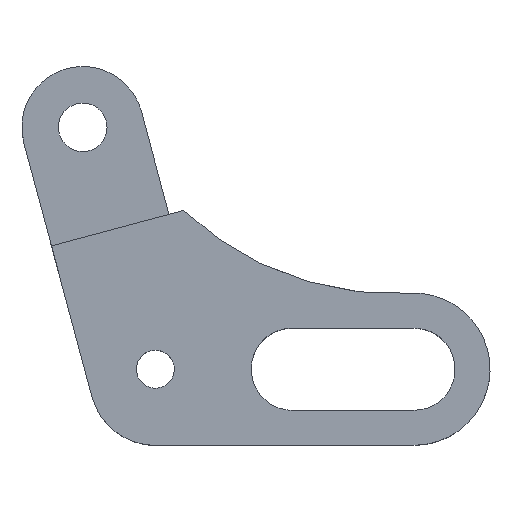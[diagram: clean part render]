
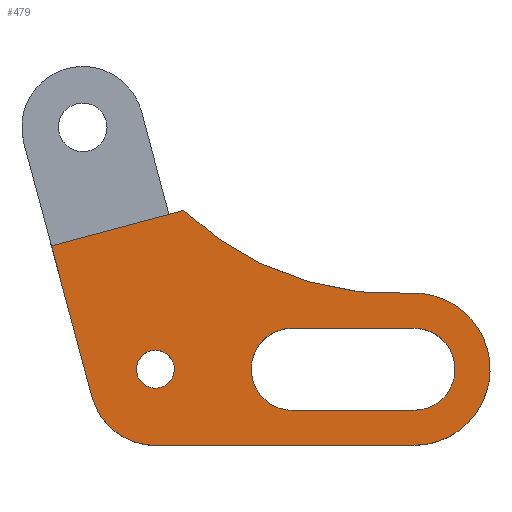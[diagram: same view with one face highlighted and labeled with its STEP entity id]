
A CAD part, top view. The second image highlights one B-rep face of the part: STEP entity #479.
In plain terms, the highlighted free-form (B-spline) face has degree [1, 1] with [2, 2] control points.
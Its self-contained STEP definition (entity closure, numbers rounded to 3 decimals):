
#70 = VERTEX_POINT('',#71);
#71 = CARTESIAN_POINT('',(-7.773,0.,24.874));
#89 = VERTEX_POINT('',#90);
#90 = CARTESIAN_POINT('',(7.773,0.,
    24.874));
#95 = EDGE_CURVE('',#70,#89,#96,.T.);
#96 = ( BOUNDED_CURVE() B_SPLINE_CURVE(2,(#97,#98,#99,#100,#101),
.UNSPECIFIED.,.F.,.F.) B_SPLINE_CURVE_WITH_KNOTS((3,2,3),(3.142,
4.712,6.283),.PIECEWISE_BEZIER_KNOTS.) CURVE() 
GEOMETRIC_REPRESENTATION_ITEM() RATIONAL_B_SPLINE_CURVE((1.,
0.707,1.,0.707,1.)) REPRESENTATION_ITEM('') );
#97 = CARTESIAN_POINT('',(-7.773,0.,
    24.874));
#98 = CARTESIAN_POINT('',(-7.773,-7.773,
    24.874));
#99 = CARTESIAN_POINT('',(0.,-7.773,
    24.874));
#100 = CARTESIAN_POINT('',(7.773,-7.773,
    24.874));
#101 = CARTESIAN_POINT('',(7.773,0.,
    24.874));
#118 = VERTEX_POINT('',#119);
#119 = CARTESIAN_POINT('',(55.966,16.79,
    24.874));
#135 = VERTEX_POINT('',#136);
#136 = CARTESIAN_POINT('',(39.176,0.,24.874));
#141 = EDGE_CURVE('',#118,#135,#142,.T.);
#142 = ( BOUNDED_CURVE() B_SPLINE_CURVE(2,(#143,#144,#145),
.UNSPECIFIED.,.F.,.F.) B_SPLINE_CURVE_WITH_KNOTS((3,3),(1.571,
3.142),.PIECEWISE_BEZIER_KNOTS.) CURVE() 
GEOMETRIC_REPRESENTATION_ITEM() RATIONAL_B_SPLINE_CURVE((1.,
0.707,1.)) REPRESENTATION_ITEM('') );
#143 = CARTESIAN_POINT('',(55.966,16.79,
    24.874));
#144 = CARTESIAN_POINT('',(39.176,16.79,
    24.874));
#145 = CARTESIAN_POINT('',(39.176,0.,
    24.874));
#221 = VERTEX_POINT('',#222);
#222 = CARTESIAN_POINT('',(105.713,-31.092,
    24.874));
#227 = EDGE_CURVE('',#228,#221,#230,.T.);
#228 = VERTEX_POINT('',#229);
#229 = CARTESIAN_POINT('',(0.,-31.092,
    24.874));
#230 = B_SPLINE_CURVE_WITH_KNOTS('',1,(#231,#232),.UNSPECIFIED.,.F.,.F.,
  (2,2),(0.,85.),.PIECEWISE_BEZIER_KNOTS.);
#231 = CARTESIAN_POINT('',(0.,-31.092,
    24.874));
#232 = CARTESIAN_POINT('',(105.713,-31.092,
    24.874));
#319 = VERTEX_POINT('',#320);
#320 = CARTESIAN_POINT('',(103.986,31.044,
    24.874));
#325 = EDGE_CURVE('',#319,#326,#328,.T.);
#326 = VERTEX_POINT('',#327);
#327 = CARTESIAN_POINT('',(11.579,64.905,
    24.874));
#328 = ( BOUNDED_CURVE() B_SPLINE_CURVE(2,(#329,#330,#331),
.UNSPECIFIED.,.F.,.F.) B_SPLINE_CURVE_WITH_KNOTS((3,3),(4.657,
5.47),.PIECEWISE_BEZIER_KNOTS.) CURVE() 
GEOMETRIC_REPRESENTATION_ITEM() RATIONAL_B_SPLINE_CURVE((1.,
0.918,1.)) REPRESENTATION_ITEM('') );
#329 = CARTESIAN_POINT('',(103.986,31.044,
    24.874));
#330 = CARTESIAN_POINT('',(50.489,28.069,
    24.874));
#331 = CARTESIAN_POINT('',(11.579,64.905,
    24.874));
#479 = ADVANCED_FACE('',(#480,#513,#545),#556,.T.);
#480 = FACE_BOUND('',#481,.T.);
#481 = EDGE_LOOP('',(#482,#489,#499,#506,#512));
#482 = ORIENTED_EDGE('',*,*,#483,.F.);
#483 = EDGE_CURVE('',#484,#118,#486,.T.);
#484 = VERTEX_POINT('',#485);
#485 = CARTESIAN_POINT('',(105.713,16.79,
    24.874));
#486 = B_SPLINE_CURVE_WITH_KNOTS('',1,(#487,#488),.UNSPECIFIED.,.F.,.F.,
  (2,2),(0.,40.),.PIECEWISE_BEZIER_KNOTS.);
#487 = CARTESIAN_POINT('',(105.713,16.79,
    24.874));
#488 = CARTESIAN_POINT('',(55.966,16.79,
    24.874));
#489 = ORIENTED_EDGE('',*,*,#490,.F.);
#490 = EDGE_CURVE('',#491,#484,#493,.T.);
#491 = VERTEX_POINT('',#492);
#492 = CARTESIAN_POINT('',(105.713,-16.79,
    24.874));
#493 = ( BOUNDED_CURVE() B_SPLINE_CURVE(2,(#494,#495,#496,#497,#498),
.UNSPECIFIED.,.F.,.F.) B_SPLINE_CURVE_WITH_KNOTS((3,2,3),(4.712
,6.283,7.854),.PIECEWISE_BEZIER_KNOTS.) CURVE() 
GEOMETRIC_REPRESENTATION_ITEM() RATIONAL_B_SPLINE_CURVE((1.,
0.707,1.,0.707,1.)) REPRESENTATION_ITEM('') );
#494 = CARTESIAN_POINT('',(105.713,-16.79,
    24.874));
#495 = CARTESIAN_POINT('',(122.503,-16.79,
    24.874));
#496 = CARTESIAN_POINT('',(122.503,0.,
    24.874));
#497 = CARTESIAN_POINT('',(122.503,16.79,
    24.874));
#498 = CARTESIAN_POINT('',(105.713,16.79,
    24.874));
#499 = ORIENTED_EDGE('',*,*,#500,.F.);
#500 = EDGE_CURVE('',#501,#491,#503,.T.);
#501 = VERTEX_POINT('',#502);
#502 = CARTESIAN_POINT('',(55.966,-16.79,
    24.874));
#503 = B_SPLINE_CURVE_WITH_KNOTS('',1,(#504,#505),.UNSPECIFIED.,.F.,.F.,
  (2,2),(-40.,0.),.PIECEWISE_BEZIER_KNOTS.);
#504 = CARTESIAN_POINT('',(55.966,-16.79,
    24.874));
#505 = CARTESIAN_POINT('',(105.713,-16.79,
    24.874));
#506 = ORIENTED_EDGE('',*,*,#507,.F.);
#507 = EDGE_CURVE('',#135,#501,#508,.T.);
#508 = ( BOUNDED_CURVE() B_SPLINE_CURVE(2,(#509,#510,#511),
.UNSPECIFIED.,.F.,.F.) B_SPLINE_CURVE_WITH_KNOTS((3,3),(3.142,
4.712),.PIECEWISE_BEZIER_KNOTS.) CURVE() 
GEOMETRIC_REPRESENTATION_ITEM() RATIONAL_B_SPLINE_CURVE((1.,
0.707,1.)) REPRESENTATION_ITEM('') );
#509 = CARTESIAN_POINT('',(39.176,0.,
    24.874));
#510 = CARTESIAN_POINT('',(39.176,-16.79,
    24.874));
#511 = CARTESIAN_POINT('',(55.966,-16.79,
    24.874));
#512 = ORIENTED_EDGE('',*,*,#141,.F.);
#513 = FACE_BOUND('',#514,.T.);
#514 = EDGE_LOOP('',(#515,#523,#524,#532,#533,#540));
#515 = ORIENTED_EDGE('',*,*,#516,.T.);
#516 = EDGE_CURVE('',#517,#228,#519,.T.);
#517 = VERTEX_POINT('',#518);
#518 = CARTESIAN_POINT('',(-25.981,-11.156,
    24.874));
#519 = ( BOUNDED_CURVE() B_SPLINE_CURVE(2,(#520,#521,#522),
.UNSPECIFIED.,.F.,.F.) B_SPLINE_CURVE_WITH_KNOTS((3,3),(3.403,
4.712),.PIECEWISE_BEZIER_KNOTS.) CURVE() 
GEOMETRIC_REPRESENTATION_ITEM() RATIONAL_B_SPLINE_CURVE((1.,
0.793,1.)) REPRESENTATION_ITEM('') );
#520 = CARTESIAN_POINT('',(-25.981,-11.156,
    24.874));
#521 = CARTESIAN_POINT('',(-20.639,-31.092,
    24.874));
#522 = CARTESIAN_POINT('',(0.,-31.092,
    24.874));
#523 = ORIENTED_EDGE('',*,*,#227,.T.);
#524 = ORIENTED_EDGE('',*,*,#525,.T.);
#525 = EDGE_CURVE('',#221,#319,#526,.T.);
#526 = ( BOUNDED_CURVE() B_SPLINE_CURVE(2,(#527,#528,#529,#530,#531),
.UNSPECIFIED.,.F.,.F.) B_SPLINE_CURVE_WITH_KNOTS((3,2,3),(4.712
,6.311,7.91),.PIECEWISE_BEZIER_KNOTS.) CURVE() 
GEOMETRIC_REPRESENTATION_ITEM() RATIONAL_B_SPLINE_CURVE((1.,
0.697,1.,0.697,1.)) REPRESENTATION_ITEM('') );
#527 = CARTESIAN_POINT('',(105.713,-31.092,
    24.874));
#528 = CARTESIAN_POINT('',(137.681,-31.092,
    24.874));
#529 = CARTESIAN_POINT('',(136.793,0.864,
    24.874));
#530 = CARTESIAN_POINT('',(135.905,32.819,
    24.874));
#531 = CARTESIAN_POINT('',(103.986,31.044,
    24.874));
#532 = ORIENTED_EDGE('',*,*,#325,.T.);
#533 = ORIENTED_EDGE('',*,*,#534,.T.);
#534 = EDGE_CURVE('',#326,#535,#537,.T.);
#535 = VERTEX_POINT('',#536);
#536 = CARTESIAN_POINT('',(-42.48,50.42,
    24.874));
#537 = B_SPLINE_CURVE_WITH_KNOTS('',1,(#538,#539),.UNSPECIFIED.,.F.,.F.,
  (2,2),(0.,45.),.PIECEWISE_BEZIER_KNOTS.);
#538 = CARTESIAN_POINT('',(11.579,64.905,
    24.874));
#539 = CARTESIAN_POINT('',(-42.48,50.42,
    24.874));
#540 = ORIENTED_EDGE('',*,*,#541,.T.);
#541 = EDGE_CURVE('',#535,#517,#542,.T.);
#542 = B_SPLINE_CURVE_WITH_KNOTS('',1,(#543,#544),.UNSPECIFIED.,.F.,.F.,
  (2,2),(0.,51.258),.PIECEWISE_BEZIER_KNOTS.);
#543 = CARTESIAN_POINT('',(-42.48,50.42,
    24.874));
#544 = CARTESIAN_POINT('',(-25.981,-11.156,
    24.874));
#545 = FACE_BOUND('',#546,.T.);
#546 = EDGE_LOOP('',(#547,#548));
#547 = ORIENTED_EDGE('',*,*,#95,.F.);
#548 = ORIENTED_EDGE('',*,*,#549,.F.);
#549 = EDGE_CURVE('',#89,#70,#550,.T.);
#550 = ( BOUNDED_CURVE() B_SPLINE_CURVE(2,(#551,#552,#553,#554,#555),
.UNSPECIFIED.,.F.,.F.) B_SPLINE_CURVE_WITH_KNOTS((3,2,3),(0.,
1.571,3.142),.PIECEWISE_BEZIER_KNOTS.) CURVE() 
GEOMETRIC_REPRESENTATION_ITEM() RATIONAL_B_SPLINE_CURVE((1.,
0.707,1.,0.707,1.)) REPRESENTATION_ITEM('') );
#551 = CARTESIAN_POINT('',(7.773,0.,24.874));
#552 = CARTESIAN_POINT('',(7.773,7.773,24.874
    ));
#553 = CARTESIAN_POINT('',(0.,7.773,
    24.874));
#554 = CARTESIAN_POINT('',(-7.773,7.773,
    24.874));
#555 = CARTESIAN_POINT('',(-7.773,0.,
    24.874));
#556 = B_SPLINE_SURFACE_WITH_KNOTS('',1,1,(
    (#557,#558)
    ,(#559,#560
    )),.UNSPECIFIED.,.F.,.F.,.F.,(2,2),(2,2),(-34.157,110.),(
    -21.627,55.561),.PIECEWISE_BEZIER_KNOTS.);
#557 = CARTESIAN_POINT('',(-42.48,-31.092,
    24.874));
#558 = CARTESIAN_POINT('',(-42.48,64.905,
    24.874));
#559 = CARTESIAN_POINT('',(136.805,-31.092,
    24.874));
#560 = CARTESIAN_POINT('',(136.805,64.905,
    24.874));
